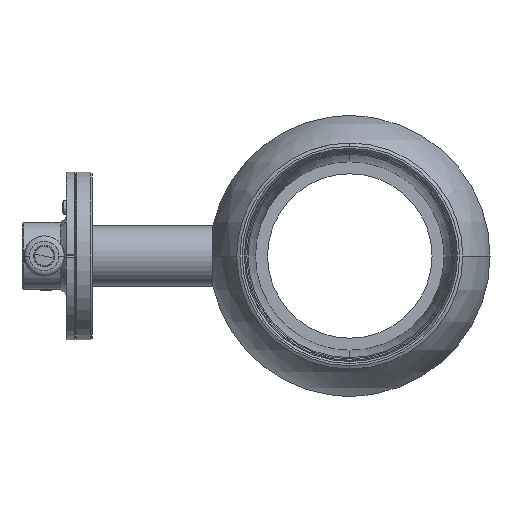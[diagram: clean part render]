
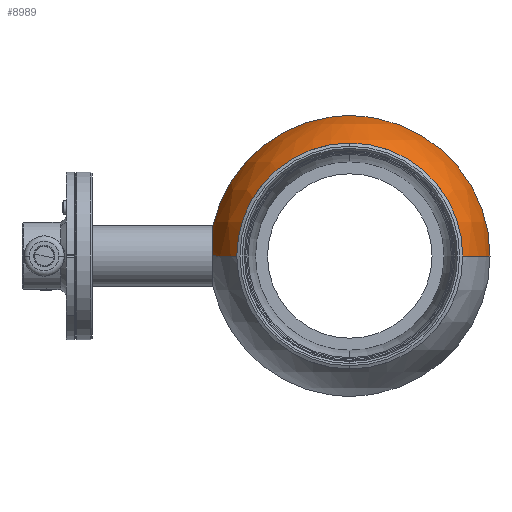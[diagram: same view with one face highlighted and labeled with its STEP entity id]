
A CAD part, left-side view. The second image highlights one B-rep face of the part: STEP entity #8989.
In plain terms, the highlighted spherical face has radius 105.1 mm.
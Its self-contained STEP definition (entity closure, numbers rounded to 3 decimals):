
#247 = DIRECTION ( 'NONE',  ( 0., 0., -1. ) ) ;
#328 = CARTESIAN_POINT ( 'NONE',  ( -11.76, -104.44, 0. ) ) ;
#477 = EDGE_CURVE ( 'NONE', #8272, #4350, #10380, .T. ) ;
#873 = ORIENTED_EDGE ( 'NONE', *, *, #6281, .T. ) ;
#893 = DIRECTION ( 'NONE',  ( 0., 0., -1. ) ) ;
#1157 = CIRCLE ( 'NONE', #6498, 105.1 ) ;
#1354 = EDGE_CURVE ( 'NONE', #4035, #8272, #1157, .T. ) ;
#2113 = EDGE_CURVE ( 'NONE', #9230, #8432, #12482, .T. ) ;
#2252 = CARTESIAN_POINT ( 'NONE',  ( -69.858, 0., 0. ) ) ;
#2839 = DIRECTION ( 'NONE',  ( 0., -1., 0. ) ) ;
#2892 = DIRECTION ( 'NONE',  ( 0., 0., -1. ) ) ;
#2914 = DIRECTION ( 'NONE',  ( 0., 0., 1. ) ) ;
#2962 = CARTESIAN_POINT ( 'NONE',  ( 0., 0., 0. ) ) ;
#3325 = DIRECTION ( 'NONE',  ( 0., 0., 1. ) ) ;
#3492 = CARTESIAN_POINT ( 'NONE',  ( -25.433, 101.976, 0. ) ) ;
#3828 = EDGE_LOOP ( 'NONE', ( #10334, #873, #6238, #9743, #12137, #13405 ) ) ;
#4035 = VERTEX_POINT ( 'NONE', #328 ) ;
#4321 = CARTESIAN_POINT ( 'NONE',  ( -69.858, 78.523, 0. ) ) ;
#4350 = VERTEX_POINT ( 'NONE', #10237 ) ;
#5289 = AXIS2_PLACEMENT_3D ( 'NONE', #2252, #10659, #247 ) ;
#5673 = AXIS2_PLACEMENT_3D ( 'NONE', #7467, #11562, #7188 ) ;
#6209 = AXIS2_PLACEMENT_3D ( 'NONE', #9034, #13265, #2839 ) ;
#6238 = ORIENTED_EDGE ( 'NONE', *, *, #7408, .F. ) ;
#6281 = EDGE_CURVE ( 'NONE', #9230, #9355, #13282, .T. ) ;
#6498 = AXIS2_PLACEMENT_3D ( 'NONE', #2962, #2892, #12340 ) ;
#7188 = DIRECTION ( 'NONE',  ( 0., -1., 0. ) ) ;
#7408 = EDGE_CURVE ( 'NONE', #4350, #9355, #9651, .T. ) ;
#7467 = CARTESIAN_POINT ( 'NONE',  ( -11.76, 0., 0. ) ) ;
#8127 = EDGE_CURVE ( 'NONE', #8432, #4035, #10979, .T. ) ;
#8132 = CARTESIAN_POINT ( 'NONE',  ( 0., 101.976, 0. ) ) ;
#8272 = VERTEX_POINT ( 'NONE', #11564 ) ;
#8432 = VERTEX_POINT ( 'NONE', #12164 ) ;
#8598 = CARTESIAN_POINT ( 'NONE',  ( -69.858, 0., 0. ) ) ;
#8735 = DIRECTION ( 'NONE',  ( 0., -1., 0. ) ) ;
#8975 = AXIS2_PLACEMENT_3D ( 'NONE', #8598, #10406, #893 ) ;
#8989 = ADVANCED_FACE ( 'NONE', ( #12770 ), #12964, .T. ) ;
#9034 = CARTESIAN_POINT ( 'NONE',  ( 0., 0., 0. ) ) ;
#9230 = VERTEX_POINT ( 'NONE', #3492 ) ;
#9355 = VERTEX_POINT ( 'NONE', #4321 ) ;
#9651 = CIRCLE ( 'NONE', #8975, 78.523 ) ;
#9743 = ORIENTED_EDGE ( 'NONE', *, *, #477, .F. ) ;
#9787 = CARTESIAN_POINT ( 'NONE',  ( 0., 0., 0. ) ) ;
#10237 = CARTESIAN_POINT ( 'NONE',  ( -69.858, 0., 78.523 ) ) ;
#10334 = ORIENTED_EDGE ( 'NONE', *, *, #2113, .F. ) ;
#10380 = CIRCLE ( 'NONE', #5289, 78.523 ) ;
#10406 = DIRECTION ( 'NONE',  ( -1., 0., 0. ) ) ;
#10659 = DIRECTION ( 'NONE',  ( -1., 0., 0. ) ) ;
#10763 = AXIS2_PLACEMENT_3D ( 'NONE', #9787, #3325, #8735 ) ;
#10979 = CIRCLE ( 'NONE', #5673, 104.44 ) ;
#11373 = AXIS2_PLACEMENT_3D ( 'NONE', #8132, #13268, #2914 ) ;
#11562 = DIRECTION ( 'NONE',  ( 1., 0., 0. ) ) ;
#11564 = CARTESIAN_POINT ( 'NONE',  ( -69.858, -78.523, 0. ) ) ;
#12137 = ORIENTED_EDGE ( 'NONE', *, *, #1354, .F. ) ;
#12164 = CARTESIAN_POINT ( 'NONE',  ( -11.76, 101.976, 22.551 ) ) ;
#12340 = DIRECTION ( 'NONE',  ( -1., 0., 0. ) ) ;
#12482 = CIRCLE ( 'NONE', #11373, 25.433 ) ;
#12770 = FACE_OUTER_BOUND ( 'NONE', #3828, .T. ) ;
#12964 = SPHERICAL_SURFACE ( 'NONE', #10763, 105.1 ) ;
#13265 = DIRECTION ( 'NONE',  ( 0., 0., 1. ) ) ;
#13268 = DIRECTION ( 'NONE',  ( 0., 1., 0. ) ) ;
#13282 = CIRCLE ( 'NONE', #6209, 105.1 ) ;
#13405 = ORIENTED_EDGE ( 'NONE', *, *, #8127, .F. ) ;
